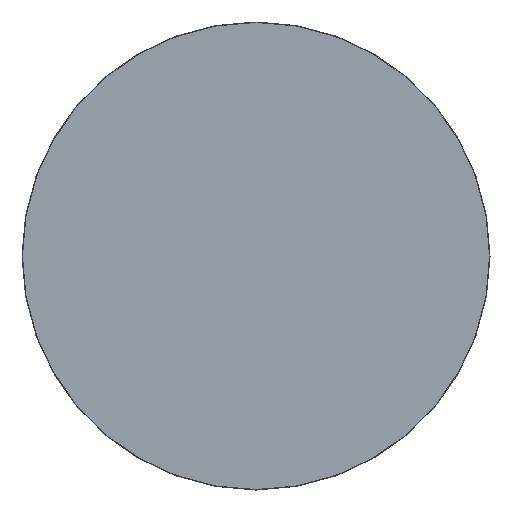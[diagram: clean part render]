
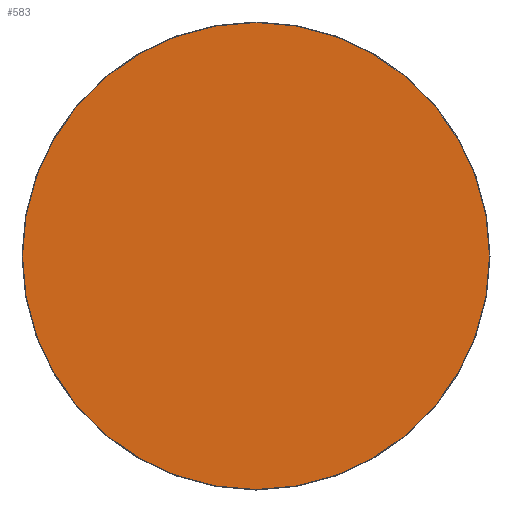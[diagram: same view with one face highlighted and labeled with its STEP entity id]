
A CAD part, left-side view. The second image highlights one B-rep face of the part: STEP entity #583.
In plain terms, the highlighted planar face has unit normal (-1, 0, 0).
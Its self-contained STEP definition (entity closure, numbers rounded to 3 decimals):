
#220 = CARTESIAN_POINT ( 'NONE',  ( 0., 0., 0. ) ) ;
#260 = EDGE_CURVE ( 'NONE', #1688, #1713, #527, .T. ) ;
#261 = DIRECTION ( 'NONE',  ( 1., 0., 0. ) ) ;
#272 = DIRECTION ( 'NONE',  ( 0., 0., 1. ) ) ;
#489 = AXIS2_PLACEMENT_3D ( 'NONE', #1201, #261, #741 ) ;
#527 = CIRCLE ( 'NONE', #1792, 149.7 ) ;
#583 = ADVANCED_FACE ( 'NONE', ( #1781 ), #891, .F. ) ;
#741 = DIRECTION ( 'NONE',  ( 0., 0., -1. ) ) ;
#829 = EDGE_LOOP ( 'NONE', ( #1674, #1148 ) ) ;
#891 = PLANE ( 'NONE',  #489 ) ;
#1009 = DIRECTION ( 'NONE',  ( 0., 0., 1. ) ) ;
#1043 = CARTESIAN_POINT ( 'NONE',  ( 0., 0., 149.7 ) ) ;
#1052 = CARTESIAN_POINT ( 'NONE',  ( 0., 0., 0. ) ) ;
#1148 = ORIENTED_EDGE ( 'NONE', *, *, #260, .T. ) ;
#1201 = CARTESIAN_POINT ( 'NONE',  ( 0., 0., 0. ) ) ;
#1307 = DIRECTION ( 'NONE',  ( -1., 0., 0. ) ) ;
#1433 = EDGE_CURVE ( 'NONE', #1713, #1688, #1887, .T. ) ;
#1656 = DIRECTION ( 'NONE',  ( -1., 0., 0. ) ) ;
#1674 = ORIENTED_EDGE ( 'NONE', *, *, #1433, .T. ) ;
#1688 = VERTEX_POINT ( 'NONE', #1043 ) ;
#1713 = VERTEX_POINT ( 'NONE', #1791 ) ;
#1741 = AXIS2_PLACEMENT_3D ( 'NONE', #220, #1307, #1009 ) ;
#1781 = FACE_OUTER_BOUND ( 'NONE', #829, .T. ) ;
#1791 = CARTESIAN_POINT ( 'NONE',  ( 0., 0., -149.7 ) ) ;
#1792 = AXIS2_PLACEMENT_3D ( 'NONE', #1052, #1656, #272 ) ;
#1887 = CIRCLE ( 'NONE', #1741, 149.7 ) ;
